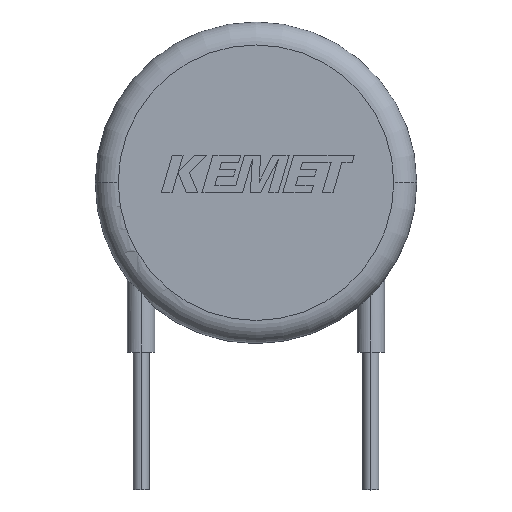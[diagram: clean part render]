
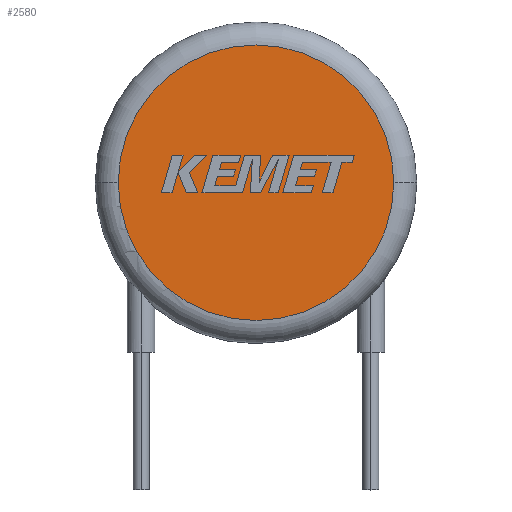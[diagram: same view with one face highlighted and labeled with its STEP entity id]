
A CAD part, top view. The second image highlights one B-rep face of the part: STEP entity #2580.
In plain terms, the highlighted planar face has unit normal (0, 0, 1).
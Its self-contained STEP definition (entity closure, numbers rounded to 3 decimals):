
#364 = AXIS2_PLACEMENT_3D ( 'NONE', #2253, #2303, #3046 ) ;
#448 = DIRECTION ( 'NONE',  ( 1., 0., 0. ) ) ;
#677 = FACE_OUTER_BOUND ( 'NONE', #2312, .T. ) ;
#850 = ORIENTED_EDGE ( 'NONE', *, *, #1147, .T. ) ;
#1052 = CIRCLE ( 'NONE', #364, 6. ) ;
#1147 = EDGE_CURVE ( 'NONE', #1771, #1650, #1261, .T. ) ;
#1158 = AXIS2_PLACEMENT_3D ( 'NONE', #2402, #3230, #448 ) ;
#1171 = DIRECTION ( 'NONE',  ( 1., 0., 0. ) ) ;
#1261 = CIRCLE ( 'NONE', #2675, 6. ) ;
#1342 = DIRECTION ( 'NONE',  ( 0., 0., 1. ) ) ;
#1353 = ORIENTED_EDGE ( 'NONE', *, *, #3493, .T. ) ;
#1650 = VERTEX_POINT ( 'NONE', #2124 ) ;
#1771 = VERTEX_POINT ( 'NONE', #1912 ) ;
#1912 = CARTESIAN_POINT ( 'NONE',  ( 6., 0., 5. ) ) ;
#2124 = CARTESIAN_POINT ( 'NONE',  ( -6., 0., 5. ) ) ;
#2253 = CARTESIAN_POINT ( 'NONE',  ( 0., 0., 5. ) ) ;
#2303 = DIRECTION ( 'NONE',  ( 0., 0., 1. ) ) ;
#2312 = EDGE_LOOP ( 'NONE', ( #850, #1353 ) ) ;
#2402 = CARTESIAN_POINT ( 'NONE',  ( 0., 0., 5. ) ) ;
#2580 = ADVANCED_FACE ( 'NONE', ( #677 ), #3065, .T. ) ;
#2675 = AXIS2_PLACEMENT_3D ( 'NONE', #2703, #1342, #1171 ) ;
#2703 = CARTESIAN_POINT ( 'NONE',  ( 0., 0., 5. ) ) ;
#3046 = DIRECTION ( 'NONE',  ( 1., 0., 0. ) ) ;
#3065 = PLANE ( 'NONE',  #1158 ) ;
#3230 = DIRECTION ( 'NONE',  ( 0., 0., 1. ) ) ;
#3493 = EDGE_CURVE ( 'NONE', #1650, #1771, #1052, .T. ) ;
